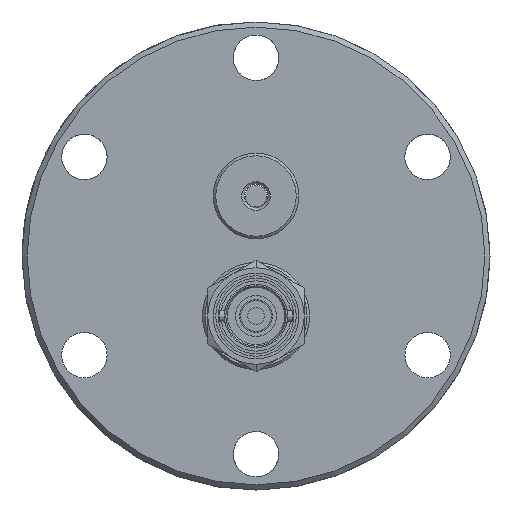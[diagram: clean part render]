
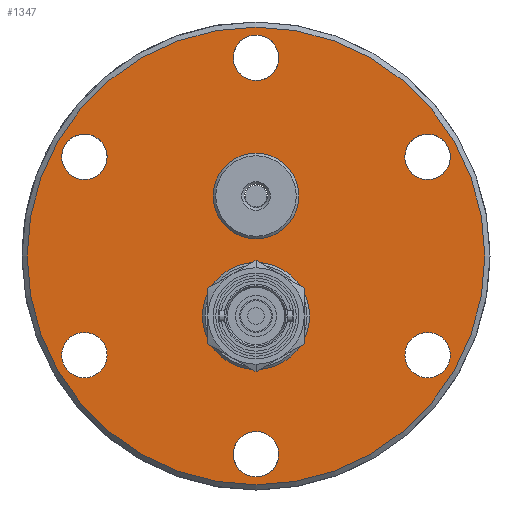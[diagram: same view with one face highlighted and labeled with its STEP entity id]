
A CAD part, front view. The second image highlights one B-rep face of the part: STEP entity #1347.
In plain terms, the highlighted planar face has unit normal (0, -1, 0).
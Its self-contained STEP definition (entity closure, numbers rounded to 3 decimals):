
#1347=ADVANCED_FACE('',(#4236,#4237,#4238,#4239,#4240,#4241,#4242,#4243,
#4244),#1956,.F.);
#1956=PLANE('',#10558);
#2276=CIRCLE('',#10553,4.763);
#2277=CIRCLE('',#10554,3.365);
#2278=CIRCLE('',#10555,4.763);
#2279=CIRCLE('',#10556,3.365);
#2280=CIRCLE('',#10557,33.909);
#4236=FACE_BOUND('',#4627,.T.);
#4237=FACE_BOUND('',#4628,.T.);
#4238=FACE_BOUND('',#4629,.T.);
#4239=FACE_BOUND('',#4630,.T.);
#4240=FACE_BOUND('',#4631,.T.);
#4241=FACE_BOUND('',#4632,.T.);
#4242=FACE_BOUND('',#4633,.T.);
#4243=FACE_BOUND('',#4634,.T.);
#4244=FACE_BOUND('',#4635,.T.);
#4627=EDGE_LOOP('',(#5455));
#4628=EDGE_LOOP('',(#5456));
#4629=EDGE_LOOP('',(#5457));
#4630=EDGE_LOOP('',(#5458));
#4631=EDGE_LOOP('',(#5459));
#4632=EDGE_LOOP('',(#5460));
#4633=EDGE_LOOP('',(#5461));
#4634=EDGE_LOOP('',(#5462));
#4635=EDGE_LOOP('',(#5463));
#5455=ORIENTED_EDGE('',*,*,#9113,.T.);
#5456=ORIENTED_EDGE('',*,*,#9114,.F.);
#5457=ORIENTED_EDGE('',*,*,#9115,.T.);
#5458=ORIENTED_EDGE('',*,*,#9116,.F.);
#5459=ORIENTED_EDGE('',*,*,#9117,.F.);
#5460=ORIENTED_EDGE('',*,*,#9118,.T.);
#5461=ORIENTED_EDGE('',*,*,#9119,.F.);
#5462=ORIENTED_EDGE('',*,*,#9120,.F.);
#5463=ORIENTED_EDGE('',*,*,#9121,.F.);
#8187=VERTEX_POINT('',#14688);
#8188=VERTEX_POINT('',#14690);
#8189=VERTEX_POINT('',#14692);
#8190=VERTEX_POINT('',#14704);
#8191=VERTEX_POINT('',#14706);
#8192=VERTEX_POINT('',#14708);
#8193=VERTEX_POINT('',#14720);
#8194=VERTEX_POINT('',#14732);
#8195=VERTEX_POINT('',#14744);
#9113=EDGE_CURVE('',#8187,#8187,#2276,.T.);
#9114=EDGE_CURVE('',#8188,#8188,#2277,.T.);
#9115=EDGE_CURVE('',#8189,#8189,#2278,.T.);
#9116=EDGE_CURVE('',#8190,#8190,#10470,.T.);
#9117=EDGE_CURVE('',#8191,#8191,#2279,.T.);
#9118=EDGE_CURVE('',#8192,#8192,#2280,.T.);
#9119=EDGE_CURVE('',#8193,#8193,#10471,.T.);
#9120=EDGE_CURVE('',#8194,#8194,#10472,.T.);
#9121=EDGE_CURVE('',#8195,#8195,#10473,.T.);
#10470=B_SPLINE_CURVE_WITH_KNOTS('',3,(#14693,#14694,#14695,#14696,#14697,
#14698,#14699,#14700,#14701,#14702,#14703),.UNSPECIFIED.,.T.,.F.,(1,1,2,
1,1,1,1,1,1,1,2,1,1),(-0.25,-0.125,0.,0.125,0.25,0.375,0.5,0.625,0.75,0.875,
1.,1.125,1.25),.UNSPECIFIED.);
#10471=B_SPLINE_CURVE_WITH_KNOTS('',3,(#14709,#14710,#14711,#14712,#14713,
#14714,#14715,#14716,#14717,#14718,#14719),.UNSPECIFIED.,.T.,.F.,(1,1,2,
1,1,1,1,1,1,1,2,1,1),(-0.25,-0.125,0.,0.125,0.25,0.375,0.5,0.625,0.75,0.875,
1.,1.125,1.25),.UNSPECIFIED.);
#10472=B_SPLINE_CURVE_WITH_KNOTS('',3,(#14721,#14722,#14723,#14724,#14725,
#14726,#14727,#14728,#14729,#14730,#14731),.UNSPECIFIED.,.T.,.F.,(1,1,2,
1,1,1,1,1,1,1,2,1,1),(-0.25,-0.125,0.,0.125,0.25,0.375,0.5,0.625,0.75,0.875,
1.,1.125,1.25),.UNSPECIFIED.);
#10473=B_SPLINE_CURVE_WITH_KNOTS('',3,(#14733,#14734,#14735,#14736,#14737,
#14738,#14739,#14740,#14741,#14742,#14743),.UNSPECIFIED.,.T.,.F.,(1,1,2,
1,1,1,1,1,1,1,2,1,1),(-0.25,-0.125,0.,0.125,0.25,0.375,0.5,0.625,0.75,0.875,
1.,1.125,1.25),.UNSPECIFIED.);
#10553=AXIS2_PLACEMENT_3D('',#14687,#11688,#11689);
#10554=AXIS2_PLACEMENT_3D('',#14689,#11690,#11691);
#10555=AXIS2_PLACEMENT_3D('',#14691,#11692,#11693);
#10556=AXIS2_PLACEMENT_3D('',#14705,#11694,#11695);
#10557=AXIS2_PLACEMENT_3D('',#14707,#11696,#11697);
#10558=AXIS2_PLACEMENT_3D('',#14745,#11698,#11699);
#11688=DIRECTION('',(0.,1.,0.));
#11689=DIRECTION('',(-1.,0.,0.));
#11690=DIRECTION('',(0.,-1.,0.));
#11691=DIRECTION('',(-1.,0.,0.));
#11692=DIRECTION('',(0.,1.,0.));
#11693=DIRECTION('',(-1.,0.,0.));
#11694=DIRECTION('',(0.,-1.,0.));
#11695=DIRECTION('',(0.,0.,1.));
#11696=DIRECTION('',(0.,-1.,0.));
#11697=DIRECTION('',(0.,0.,1.));
#11698=DIRECTION('',(0.,1.,0.));
#11699=DIRECTION('',(0.,0.,1.));
#14687=CARTESIAN_POINT('',(0.,-88.773,0.));
#14688=CARTESIAN_POINT('',(-4.762,-88.773,0.));
#14689=CARTESIAN_POINT('',(25.429,-88.773,-5.791));
#14690=CARTESIAN_POINT('',(22.063,-88.773,-5.791));
#14691=CARTESIAN_POINT('',(0.,-88.773,17.78));
#14692=CARTESIAN_POINT('',(-4.762,-88.773,17.78));
#14693=CARTESIAN_POINT('',(-0.882,-88.773,-23.841));
#14694=CARTESIAN_POINT('',(0.882,-88.773,-23.841));
#14695=CARTESIAN_POINT('',(2.639,-88.773,-23.111));
#14696=CARTESIAN_POINT('',(3.734,-88.773,-20.472));
#14697=CARTESIAN_POINT('',(2.639,-88.773,-17.834));
#14698=CARTESIAN_POINT('',(0.,-88.773,-16.739));
#14699=CARTESIAN_POINT('',(-2.639,-88.773,-17.834));
#14700=CARTESIAN_POINT('',(-3.734,-88.773,-20.472));
#14701=CARTESIAN_POINT('',(-2.639,-88.773,-23.111));
#14702=CARTESIAN_POINT('',(-0.882,-88.773,-23.841));
#14703=CARTESIAN_POINT('',(0.882,-88.773,-23.841));
#14704=CARTESIAN_POINT('',(0.,-88.773,-23.841));
#14705=CARTESIAN_POINT('',(-25.429,-88.773,-5.791));
#14706=CARTESIAN_POINT('',(-25.429,-88.773,-2.426));
#14707=CARTESIAN_POINT('',(0.,-88.773,8.89));
#14708=CARTESIAN_POINT('',(0.,-88.773,42.799));
#14709=CARTESIAN_POINT('',(-26.311,-88.773,20.202));
#14710=CARTESIAN_POINT('',(-24.546,-88.773,20.203));
#14711=CARTESIAN_POINT('',(-22.79,-88.773,20.933));
#14712=CARTESIAN_POINT('',(-21.695,-88.773,23.571));
#14713=CARTESIAN_POINT('',(-22.79,-88.773,26.21));
#14714=CARTESIAN_POINT('',(-25.429,-88.773,27.305));
#14715=CARTESIAN_POINT('',(-28.067,-88.773,26.21));
#14716=CARTESIAN_POINT('',(-29.162,-88.773,23.571));
#14717=CARTESIAN_POINT('',(-28.067,-88.773,20.933));
#14718=CARTESIAN_POINT('',(-26.311,-88.773,20.202));
#14719=CARTESIAN_POINT('',(-24.546,-88.773,20.203));
#14720=CARTESIAN_POINT('',(-25.429,-88.773,20.202));
#14721=CARTESIAN_POINT('',(-0.882,-88.773,34.884));
#14722=CARTESIAN_POINT('',(0.882,-88.773,34.884));
#14723=CARTESIAN_POINT('',(2.639,-88.773,35.614));
#14724=CARTESIAN_POINT('',(3.734,-88.773,38.252));
#14725=CARTESIAN_POINT('',(2.639,-88.773,40.891));
#14726=CARTESIAN_POINT('',(0.,-88.773,41.986));
#14727=CARTESIAN_POINT('',(-2.639,-88.773,40.891));
#14728=CARTESIAN_POINT('',(-3.734,-88.773,38.252));
#14729=CARTESIAN_POINT('',(-2.639,-88.773,35.614));
#14730=CARTESIAN_POINT('',(-0.882,-88.773,34.884));
#14731=CARTESIAN_POINT('',(0.882,-88.773,34.884));
#14732=CARTESIAN_POINT('',(0.,-88.773,34.884));
#14733=CARTESIAN_POINT('',(24.546,-88.773,20.202));
#14734=CARTESIAN_POINT('',(26.311,-88.773,20.203));
#14735=CARTESIAN_POINT('',(28.067,-88.773,20.933));
#14736=CARTESIAN_POINT('',(29.162,-88.773,23.571));
#14737=CARTESIAN_POINT('',(28.067,-88.773,26.21));
#14738=CARTESIAN_POINT('',(25.429,-88.773,27.305));
#14739=CARTESIAN_POINT('',(22.79,-88.773,26.21));
#14740=CARTESIAN_POINT('',(21.695,-88.773,23.571));
#14741=CARTESIAN_POINT('',(22.79,-88.773,20.933));
#14742=CARTESIAN_POINT('',(24.546,-88.773,20.202));
#14743=CARTESIAN_POINT('',(26.311,-88.773,20.203));
#14744=CARTESIAN_POINT('',(25.429,-88.773,20.202));
#14745=CARTESIAN_POINT('',(-33.909,-88.773,8.89));
